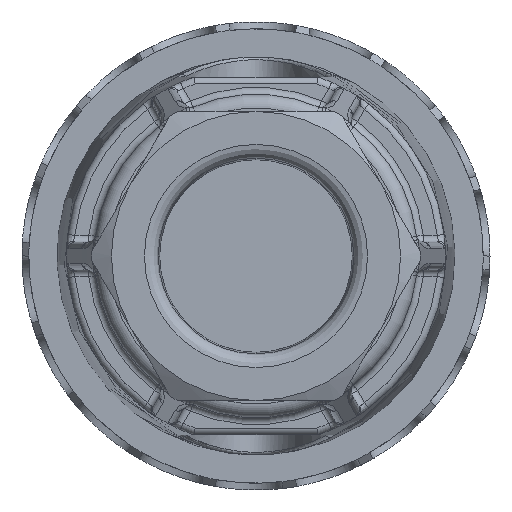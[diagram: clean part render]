
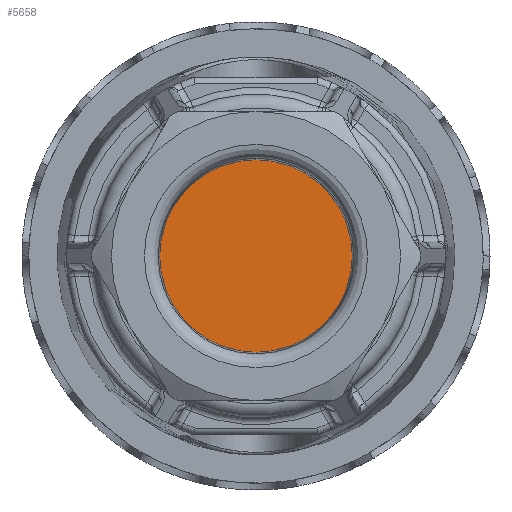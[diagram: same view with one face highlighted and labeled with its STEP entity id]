
A CAD part, front view. The second image highlights one B-rep face of the part: STEP entity #5658.
In plain terms, the highlighted planar face has unit normal (0, -1, 0).
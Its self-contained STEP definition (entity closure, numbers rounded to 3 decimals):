
#320=PLANE('',#19079);
#4181=FACE_OUTER_BOUND('',#7047,.T.);
#5658=ADVANCED_FACE('',(#4181),#320,.F.);
#7047=EDGE_LOOP('',(#8281));
#8281=ORIENTED_EDGE('',*,*,#15587,.T.);
#13762=VERTEX_POINT('',#25281);
#15587=EDGE_CURVE('',#13762,#13762,#18392,.T.);
#18392=CIRCLE('',#19048,6.998);
#19048=AXIS2_PLACEMENT_3D('',#25280,#20607,#20608);
#19079=AXIS2_PLACEMENT_3D('',#25742,#20681,#20682);
#20607=DIRECTION('',(0.,-1.,0.));
#20608=DIRECTION('',(0.,0.,1.));
#20681=DIRECTION('',(0.,1.,0.));
#20682=DIRECTION('',(0.,0.,1.));
#25280=CARTESIAN_POINT('',(-4.729,-84.882,0.232));
#25281=CARTESIAN_POINT('',(-4.729,-84.882,7.23));
#25742=CARTESIAN_POINT('',(-4.729,-84.882,0.232));
